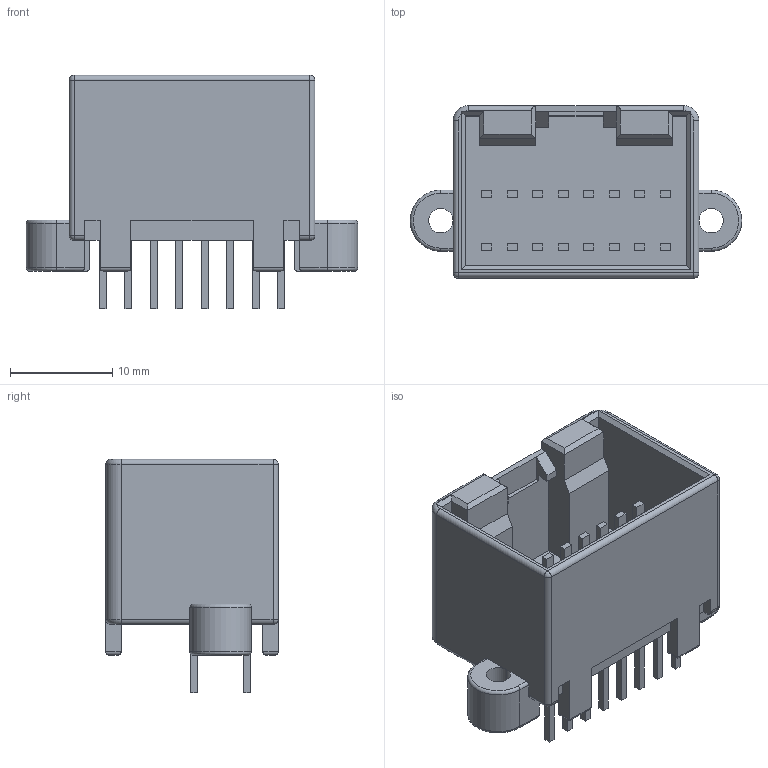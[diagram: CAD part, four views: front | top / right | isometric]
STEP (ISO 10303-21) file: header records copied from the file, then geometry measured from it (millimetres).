
FILE_DESCRIPTION((''),'2;1');
FILE_NAME('C-174975-2','2011-07-25T',('workeradm'),(''),'PRO/ENGINEER BY PARAMETRIC TECHNOLOGY CORPORATION, 2010430','PRO/ENGINEER BY PARAMETRIC TECHNOLOGY CORPORATION, 2010430','');
FILE_SCHEMA(('AUTOMOTIVE_DESIGN { 1 0 10303 214 1 1 1 1 }'));
Length unit declared in the file: millimetre
Products named in the file (1): C-174975-2
Bounding box: 32.5 x 16.9 x 22.9 mm (x, y, z)
Volume: 3165.6 mm3; surface area: 4185 mm2
Topology: 1 solids, 1 shells, 315 faces, 785 edges, 502 vertices
Faces by surface type: plane 249, cylinder 54, torus 8, sphere 4
Entity records: 9502 total; most frequent: CARTESIAN_POINT 1790, ORIENTED_EDGE 1570, DIRECTION 1467, EDGE_CURVE 785, VECTOR 681, LINE 681, VERTEX_POINT 502, AXIS2_PLACEMENT_3D 393
